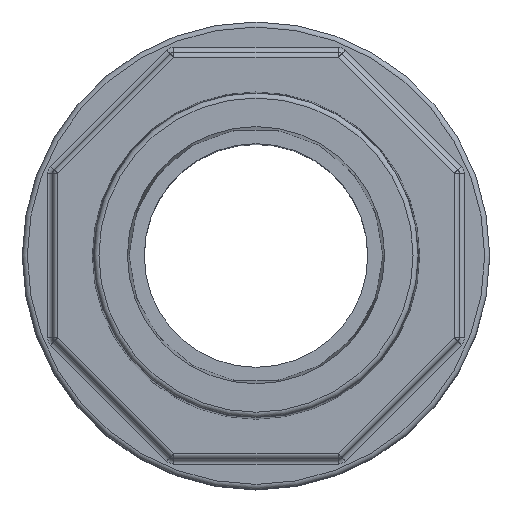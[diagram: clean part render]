
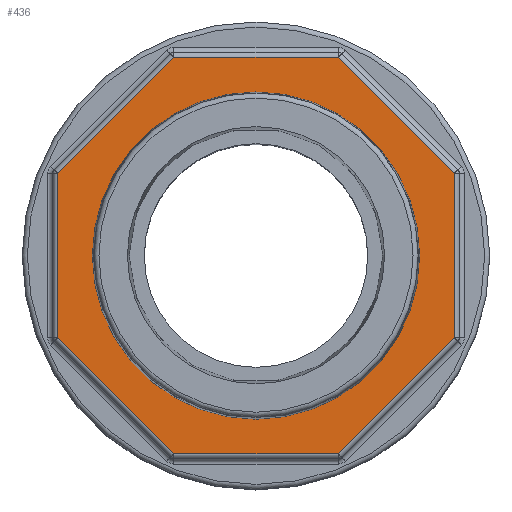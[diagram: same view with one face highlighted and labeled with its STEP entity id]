
A CAD part, top view. The second image highlights one B-rep face of the part: STEP entity #436.
In plain terms, the highlighted planar face has unit normal (0, 0, 1).
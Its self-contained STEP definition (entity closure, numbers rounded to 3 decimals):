
#121=FACE_BOUND('',#712,.T.);
#122=FACE_BOUND('',#713,.T.);
#264=LINE('',#3956,#363);
#265=LINE('',#3959,#364);
#266=LINE('',#3961,#365);
#267=LINE('',#3963,#366);
#268=LINE('',#3965,#367);
#269=LINE('',#3967,#368);
#270=LINE('',#3969,#369);
#271=LINE('',#3971,#370);
#363=VECTOR('',#2348,1.);
#364=VECTOR('',#2349,1.);
#365=VECTOR('',#2350,1.);
#366=VECTOR('',#2351,1.);
#367=VECTOR('',#2352,1.);
#368=VECTOR('',#2353,1.);
#369=VECTOR('',#2354,1.);
#370=VECTOR('',#2355,1.);
#436=ADVANCED_FACE('',(#121,#122),#566,.F.);
#566=PLANE('',#1995);
#712=EDGE_LOOP('',(#1066,#1067,#1068,#1069,#1070,#1071,#1072,#1073));
#713=EDGE_LOOP('',(#1074));
#860=CIRCLE('',#1970,16.1);
#1066=ORIENTED_EDGE('',*,*,#1744,.T.);
#1067=ORIENTED_EDGE('',*,*,#1745,.T.);
#1068=ORIENTED_EDGE('',*,*,#1746,.T.);
#1069=ORIENTED_EDGE('',*,*,#1747,.T.);
#1070=ORIENTED_EDGE('',*,*,#1748,.T.);
#1071=ORIENTED_EDGE('',*,*,#1749,.T.);
#1072=ORIENTED_EDGE('',*,*,#1750,.T.);
#1073=ORIENTED_EDGE('',*,*,#1751,.T.);
#1074=ORIENTED_EDGE('',*,*,#1688,.T.);
#1531=VERTEX_POINT('',#3828);
#1586=VERTEX_POINT('',#3957);
#1587=VERTEX_POINT('',#3958);
#1588=VERTEX_POINT('',#3960);
#1589=VERTEX_POINT('',#3962);
#1590=VERTEX_POINT('',#3964);
#1591=VERTEX_POINT('',#3966);
#1592=VERTEX_POINT('',#3968);
#1593=VERTEX_POINT('',#3970);
#1688=EDGE_CURVE('',#1531,#1531,#860,.T.);
#1744=EDGE_CURVE('',#1586,#1587,#264,.T.);
#1745=EDGE_CURVE('',#1587,#1588,#265,.T.);
#1746=EDGE_CURVE('',#1588,#1589,#266,.T.);
#1747=EDGE_CURVE('',#1589,#1590,#267,.T.);
#1748=EDGE_CURVE('',#1590,#1591,#268,.T.);
#1749=EDGE_CURVE('',#1591,#1592,#269,.T.);
#1750=EDGE_CURVE('',#1592,#1593,#270,.T.);
#1751=EDGE_CURVE('',#1593,#1586,#271,.T.);
#1970=AXIS2_PLACEMENT_3D('',#3827,#2257,#2258);
#1995=AXIS2_PLACEMENT_3D('',#3972,#2356,#2357);
#2257=DIRECTION('',(0.,0.,-1.));
#2258=DIRECTION('',(1.,0.,0.));
#2348=DIRECTION('',(0.707,0.707,0.));
#2349=DIRECTION('',(0.,1.,0.));
#2350=DIRECTION('',(-0.707,0.707,0.));
#2351=DIRECTION('',(-1.,0.,0.));
#2352=DIRECTION('',(-0.707,-0.707,0.));
#2353=DIRECTION('',(0.,-1.,0.));
#2354=DIRECTION('',(0.707,-0.707,0.));
#2355=DIRECTION('',(1.,0.,0.));
#2356=DIRECTION('',(0.,0.,-1.));
#2357=DIRECTION('',(-1.,0.,0.));
#3827=CARTESIAN_POINT('',(0.,69.,58.7));
#3828=CARTESIAN_POINT('',(16.1,69.,58.7));
#3956=CARTESIAN_POINT('',(19.5,60.923,58.7));
#3957=CARTESIAN_POINT('',(8.077,49.5,58.7));
#3958=CARTESIAN_POINT('',(19.5,60.923,58.7));
#3959=CARTESIAN_POINT('',(19.5,77.077,58.7));
#3960=CARTESIAN_POINT('',(19.5,77.077,58.7));
#3961=CARTESIAN_POINT('',(8.077,88.5,58.7));
#3962=CARTESIAN_POINT('',(8.077,88.5,58.7));
#3963=CARTESIAN_POINT('',(-8.077,88.5,58.7));
#3964=CARTESIAN_POINT('',(-8.077,88.5,58.7));
#3965=CARTESIAN_POINT('',(-19.5,77.077,58.7));
#3966=CARTESIAN_POINT('',(-19.5,77.077,58.7));
#3967=CARTESIAN_POINT('',(-19.5,60.923,58.7));
#3968=CARTESIAN_POINT('',(-19.5,60.923,58.7));
#3969=CARTESIAN_POINT('',(-8.077,49.5,58.7));
#3970=CARTESIAN_POINT('',(-8.077,49.5,58.7));
#3971=CARTESIAN_POINT('',(8.077,49.5,58.7));
#3972=CARTESIAN_POINT('',(0.,0.,58.7));
